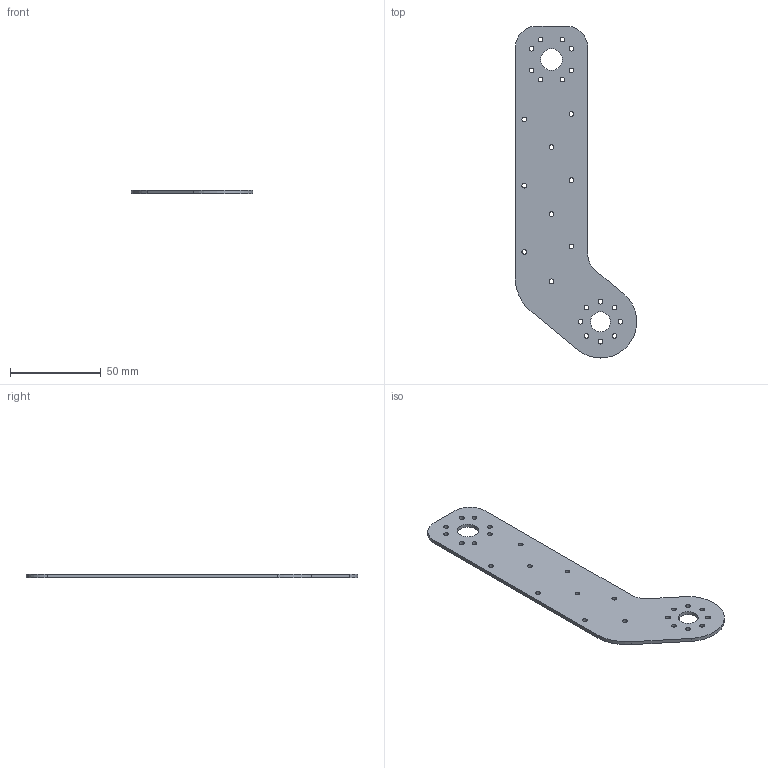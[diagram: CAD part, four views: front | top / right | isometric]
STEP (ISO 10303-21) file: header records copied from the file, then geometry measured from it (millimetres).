
FILE_DESCRIPTION (( 'STEP AP214' ), '1' );
FILE_NAME ('020_UpperArmPart_Carbon_NimbroOP_v0.1.STEP', '2012-10-07T10:50:29', ( 'schreiber' ), ( '' ), 'SwSTEP 2.0', 'SolidWorks 2012', '' );
FILE_SCHEMA (( 'AUTOMOTIVE_DESIGN' ));
Length unit declared in the file: millimetre
Products named in the file (1): 020_UpperArmPart_Carbon_NimbroOP_v0.1
Bounding box: 67 x 183 x 2 mm (x, y, z)
Volume: 14482.7 mm3; surface area: 15919.2 mm2
Topology: 1 solids, 1 shells, 67 faces, 195 edges, 130 vertices
Faces by surface type: cylinder 60, plane 7
Entity records: 2431 total; most frequent: DIRECTION 451, CARTESIAN_POINT 393, ORIENTED_EDGE 390, EDGE_CURVE 195, AXIS2_PLACEMENT_3D 188, VERTEX_POINT 130, EDGE_LOOP 121, CIRCLE 120
